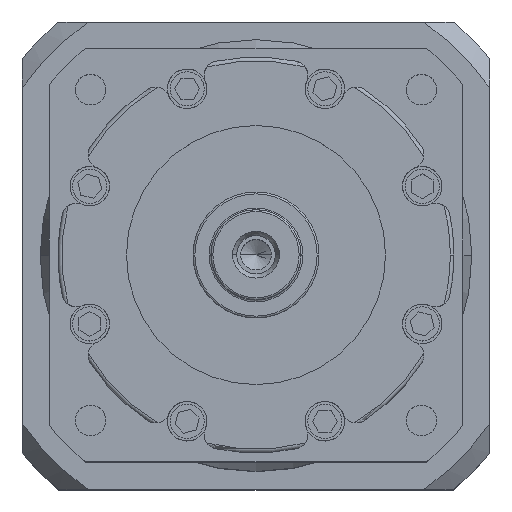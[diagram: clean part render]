
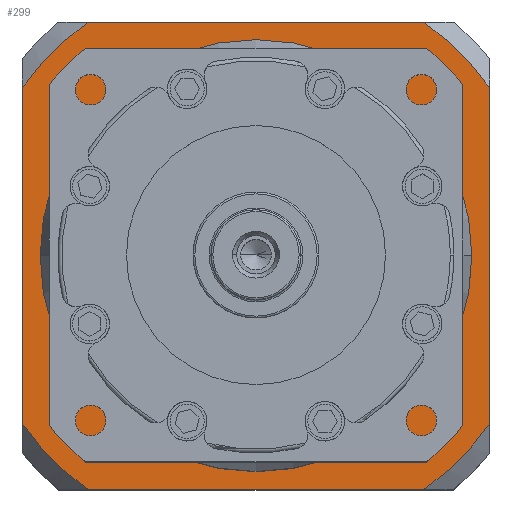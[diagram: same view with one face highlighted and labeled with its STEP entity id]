
A CAD part, top view. The second image highlights one B-rep face of the part: STEP entity #299.
In plain terms, the highlighted planar face has unit normal (0, 0, 1).
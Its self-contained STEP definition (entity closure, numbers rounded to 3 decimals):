
#17 = DIRECTION ( 'NONE',  ( -1., 0., 0. ) ) ;
#78 = DIRECTION ( 'NONE',  ( -1., 0., 0. ) ) ;
#89 = CARTESIAN_POINT ( 'NONE',  ( 0., 0., 0. ) ) ;
#160 = CARTESIAN_POINT ( 'NONE',  ( -65., 54.772, 0. ) ) ;
#162 = DIRECTION ( 'NONE',  ( -1., 0., 0. ) ) ;
#299 = ADVANCED_FACE ( 'NONE', ( #11136, #4289 ), #6479, .F. ) ;
#433 = EDGE_CURVE ( 'NONE', #5527, #1606, #926, .T. ) ;
#483 = ORIENTED_EDGE ( 'NONE', *, *, #4147, .F. ) ;
#823 = ORIENTED_EDGE ( 'NONE', *, *, #10239, .F. ) ;
#840 = VERTEX_POINT ( 'NONE', #9764 ) ;
#926 = CIRCLE ( 'NONE', #8994, 60. ) ;
#946 = DIRECTION ( 'NONE',  ( -1., 0., 0. ) ) ;
#1062 = CARTESIAN_POINT ( 'NONE',  ( 65., -46.637, 0. ) ) ;
#1161 = VECTOR ( 'NONE', #1535, 1000. ) ;
#1269 = DIRECTION ( 'NONE',  ( 0., 0., 1. ) ) ;
#1535 = DIRECTION ( 'NONE',  ( 0., -1., 0. ) ) ;
#1606 = VERTEX_POINT ( 'NONE', #11044 ) ;
#2015 = ORIENTED_EDGE ( 'NONE', *, *, #8039, .T. ) ;
#2167 = VERTEX_POINT ( 'NONE', #8644 ) ;
#2178 = CARTESIAN_POINT ( 'NONE',  ( 0., 0., 0. ) ) ;
#2272 = EDGE_CURVE ( 'NONE', #1606, #5527, #10501, .T. ) ;
#2337 = CARTESIAN_POINT ( 'NONE',  ( 46.637, 65., 0. ) ) ;
#2402 = CARTESIAN_POINT ( 'NONE',  ( 65., 54.772, 0. ) ) ;
#2520 = CARTESIAN_POINT ( 'NONE',  ( 65., 46.637, 0. ) ) ;
#2571 = CARTESIAN_POINT ( 'NONE',  ( 54.772, 65., 0. ) ) ;
#2688 = ORIENTED_EDGE ( 'NONE', *, *, #9333, .T. ) ;
#2785 = CIRCLE ( 'NONE', #6582, 80. ) ;
#2802 = CARTESIAN_POINT ( 'NONE',  ( -60., 0., 0. ) ) ;
#2982 = VERTEX_POINT ( 'NONE', #2520 ) ;
#3044 = DIRECTION ( 'NONE',  ( -1., 0., 0. ) ) ;
#3190 = CIRCLE ( 'NONE', #6234, 80. ) ;
#3285 = EDGE_LOOP ( 'NONE', ( #6252, #6410 ) ) ;
#3310 = VECTOR ( 'NONE', #6001, 1000. ) ;
#3424 = LINE ( 'NONE', #5030, #7734 ) ;
#3902 = VERTEX_POINT ( 'NONE', #1062 ) ;
#4147 = EDGE_CURVE ( 'NONE', #2982, #3902, #5725, .T. ) ;
#4289 = FACE_BOUND ( 'NONE', #3285, .T. ) ;
#4386 = AXIS2_PLACEMENT_3D ( 'NONE', #2178, #8206, #3044 ) ;
#4568 = CARTESIAN_POINT ( 'NONE',  ( 0., 0., 0. ) ) ;
#4609 = EDGE_CURVE ( 'NONE', #8926, #7635, #7731, .T. ) ;
#4775 = AXIS2_PLACEMENT_3D ( 'NONE', #10339, #5221, #78 ) ;
#5030 = CARTESIAN_POINT ( 'NONE',  ( 54.772, -65., 0. ) ) ;
#5038 = ORIENTED_EDGE ( 'NONE', *, *, #8662, .F. ) ;
#5165 = DIRECTION ( 'NONE',  ( 0., 0., 1. ) ) ;
#5221 = DIRECTION ( 'NONE',  ( 0., 0., 1. ) ) ;
#5308 = DIRECTION ( 'NONE',  ( 0., 0., 1. ) ) ;
#5433 = DIRECTION ( 'NONE',  ( -1., 0., 0. ) ) ;
#5453 = VECTOR ( 'NONE', #6181, 1000. ) ;
#5491 = ORIENTED_EDGE ( 'NONE', *, *, #8965, .T. ) ;
#5527 = VERTEX_POINT ( 'NONE', #2802 ) ;
#5549 = ORIENTED_EDGE ( 'NONE', *, *, #7769, .T. ) ;
#5725 = LINE ( 'NONE', #2402, #1161 ) ;
#6001 = DIRECTION ( 'NONE',  ( 1., 0., 0. ) ) ;
#6020 = VERTEX_POINT ( 'NONE', #6416 ) ;
#6108 = DIRECTION ( 'NONE',  ( 0., 0., -1. ) ) ;
#6181 = DIRECTION ( 'NONE',  ( 0., 1., 0. ) ) ;
#6183 = VERTEX_POINT ( 'NONE', #2337 ) ;
#6234 = AXIS2_PLACEMENT_3D ( 'NONE', #6429, #1269, #7293 ) ;
#6252 = ORIENTED_EDGE ( 'NONE', *, *, #433, .T. ) ;
#6410 = ORIENTED_EDGE ( 'NONE', *, *, #2272, .T. ) ;
#6416 = CARTESIAN_POINT ( 'NONE',  ( 46.637, -65., 0. ) ) ;
#6429 = CARTESIAN_POINT ( 'NONE',  ( 0., 0., 0. ) ) ;
#6479 = PLANE ( 'NONE',  #4386 ) ;
#6582 = AXIS2_PLACEMENT_3D ( 'NONE', #10426, #5308, #162 ) ;
#6764 = DIRECTION ( 'NONE',  ( -1., 0., 0. ) ) ;
#7293 = DIRECTION ( 'NONE',  ( -1., 0., 0. ) ) ;
#7635 = VERTEX_POINT ( 'NONE', #10930 ) ;
#7731 = LINE ( 'NONE', #160, #5453 ) ;
#7734 = VECTOR ( 'NONE', #6764, 1000. ) ;
#7769 = EDGE_CURVE ( 'NONE', #6020, #3902, #10268, .T. ) ;
#8039 = EDGE_CURVE ( 'NONE', #2982, #6183, #10129, .T. ) ;
#8206 = DIRECTION ( 'NONE',  ( 0., 0., -1. ) ) ;
#8644 = CARTESIAN_POINT ( 'NONE',  ( -46.637, 65., 0. ) ) ;
#8662 = EDGE_CURVE ( 'NONE', #6020, #840, #3424, .T. ) ;
#8926 = VERTEX_POINT ( 'NONE', #8932 ) ;
#8932 = CARTESIAN_POINT ( 'NONE',  ( -65., -46.637, 0. ) ) ;
#8965 = EDGE_CURVE ( 'NONE', #2167, #7635, #3190, .T. ) ;
#8994 = AXIS2_PLACEMENT_3D ( 'NONE', #89, #6108, #946 ) ;
#9284 = ORIENTED_EDGE ( 'NONE', *, *, #4609, .F. ) ;
#9333 = EDGE_CURVE ( 'NONE', #8926, #840, #2785, .T. ) ;
#9764 = CARTESIAN_POINT ( 'NONE',  ( -46.637, -65., 0. ) ) ;
#10129 = CIRCLE ( 'NONE', #4775, 80. ) ;
#10239 = EDGE_CURVE ( 'NONE', #2167, #6183, #10954, .T. ) ;
#10268 = CIRCLE ( 'NONE', #10350, 80. ) ;
#10276 = CARTESIAN_POINT ( 'NONE',  ( 0., 0., 0. ) ) ;
#10339 = CARTESIAN_POINT ( 'NONE',  ( 0., 0., 0. ) ) ;
#10350 = AXIS2_PLACEMENT_3D ( 'NONE', #10276, #5165, #17 ) ;
#10426 = CARTESIAN_POINT ( 'NONE',  ( 0., 0., 0. ) ) ;
#10501 = CIRCLE ( 'NONE', #10734, 60. ) ;
#10558 = DIRECTION ( 'NONE',  ( 0., 0., -1. ) ) ;
#10734 = AXIS2_PLACEMENT_3D ( 'NONE', #4568, #10558, #5433 ) ;
#10753 = EDGE_LOOP ( 'NONE', ( #5038, #5549, #483, #2015, #823, #5491, #9284, #2688 ) ) ;
#10930 = CARTESIAN_POINT ( 'NONE',  ( -65., 46.637, 0. ) ) ;
#10954 = LINE ( 'NONE', #2571, #3310 ) ;
#11044 = CARTESIAN_POINT ( 'NONE',  ( 60., 0., 0. ) ) ;
#11136 = FACE_OUTER_BOUND ( 'NONE', #10753, .T. ) ;
